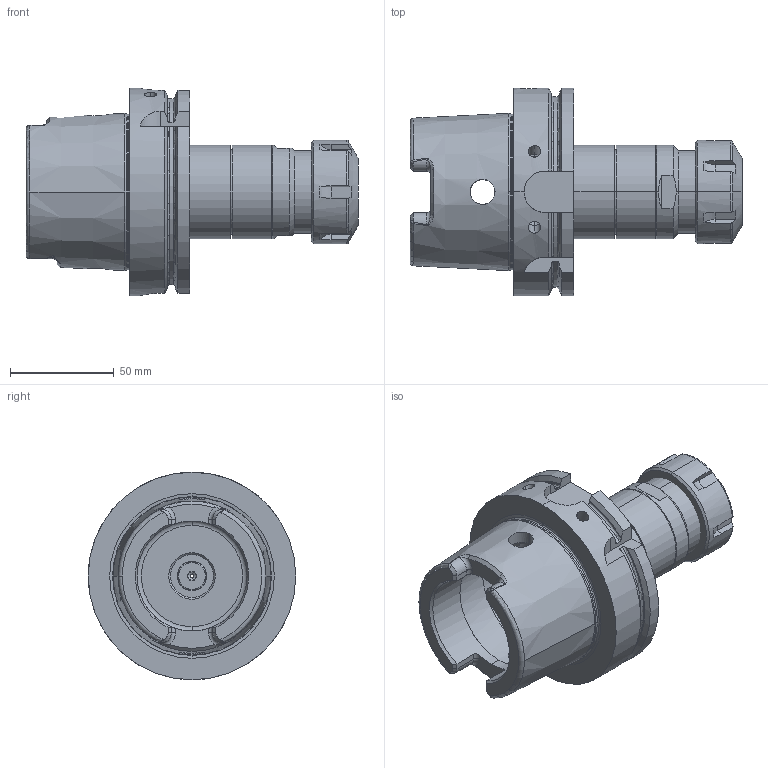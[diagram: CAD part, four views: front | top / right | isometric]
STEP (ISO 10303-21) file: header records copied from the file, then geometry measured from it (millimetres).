
FILE_DESCRIPTION (( 'STEP AP214' ), '1' );
FILE_NAME ('95.05.053.004.STEP', '2019-07-01T09:19:05', ( '' ), ( '' ), 'SwSTEP 2.0', 'SolidWorks 2014', '' );
FILE_SCHEMA (( 'AUTOMOTIVE_DESIGN' ));
Length unit declared in the file: millimetre
Products named in the file (1): 95.05.053.004
Bounding box: 160 x 100 x 100 mm (x, y, z)
Volume: 349030.5 mm3; surface area: 87115.2 mm2
Topology: 16 solids, 16 shells, 499 faces, 1135 edges, 660 vertices
Faces by surface type: cone 155, cylinder 139, plane 107, torus 64, bspline 34
Entity records: 21770 total; most frequent: CARTESIAN_POINT 5114, DIRECTION 2360, ORIENTED_EDGE 2226, EDGE_CURVE 1113, AXIS2_PLACEMENT_3D 970, VERTEX_POINT 660, EDGE_LOOP 541, UNCERTAINTY_MEASURE_WITH_UNIT 517
